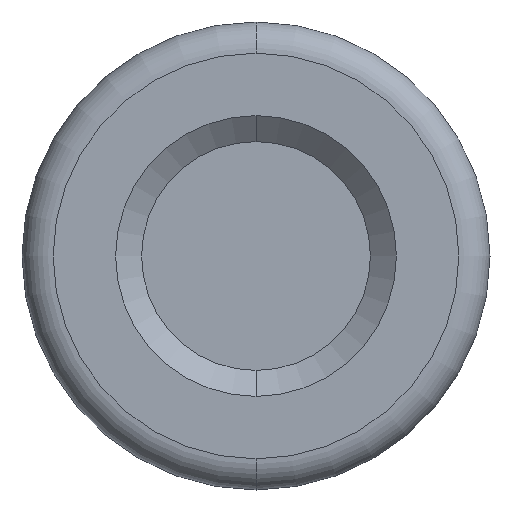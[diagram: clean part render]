
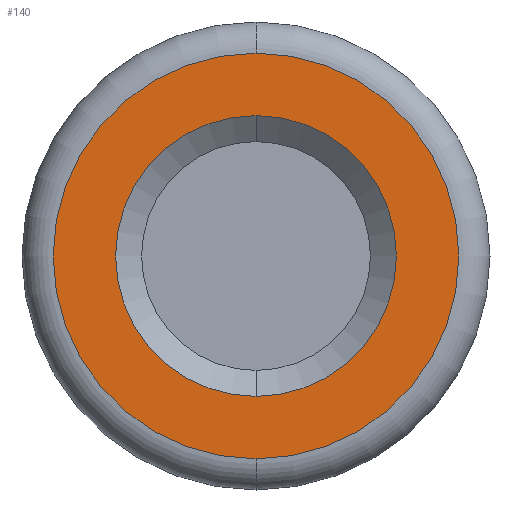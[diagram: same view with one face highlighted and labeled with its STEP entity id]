
A CAD part, front view. The second image highlights one B-rep face of the part: STEP entity #140.
In plain terms, the highlighted planar face has unit normal (0, -1, 0).
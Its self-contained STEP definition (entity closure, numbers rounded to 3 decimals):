
#78 = VERTEX_POINT ( 'NONE', #384 ) ;
#80 = EDGE_CURVE ( 'NONE', #81, #78, #383, .T. ) ;
#81 = VERTEX_POINT ( 'NONE', #378 ) ;
#139 = EDGE_CURVE ( 'NONE', #78, #81, #662, .T. ) ;
#140 = ADVANCED_FACE ( 'NONE', ( #680, #679 ), #678, .T. ) ;
#141 = ORIENTED_EDGE ( 'NONE', *, *, #80, .T. ) ;
#145 = EDGE_LOOP ( 'NONE', ( #141, #148 ) ) ;
#146 = EDGE_LOOP ( 'NONE', ( #182, #184 ) ) ;
#148 = ORIENTED_EDGE ( 'NONE', *, *, #139, .T. ) ;
#182 = ORIENTED_EDGE ( 'NONE', *, *, #183, .F. ) ;
#183 = EDGE_CURVE ( 'NONE', #250, #249, #614, .T. ) ;
#184 = ORIENTED_EDGE ( 'NONE', *, *, #229, .F. ) ;
#229 = EDGE_CURVE ( 'NONE', #249, #250, #601, .T. ) ;
#249 = VERTEX_POINT ( 'NONE', #564 ) ;
#250 = VERTEX_POINT ( 'NONE', #563 ) ;
#378 = CARTESIAN_POINT ( 'NONE',  ( 0., 0., -19.5 ) ) ;
#379 = DIRECTION ( 'NONE',  ( 0., 0., -1. ) ) ;
#380 = DIRECTION ( 'NONE',  ( 0., -1., 0. ) ) ;
#381 = CARTESIAN_POINT ( 'NONE',  ( 0., 0., 0. ) ) ;
#382 = AXIS2_PLACEMENT_3D ( 'NONE', #381, #380, #379 ) ;
#383 = CIRCLE ( 'NONE', #382, 19.5 ) ;
#384 = CARTESIAN_POINT ( 'NONE',  ( 0., 0., 19.5 ) ) ;
#553 = CARTESIAN_POINT ( 'NONE',  ( 0., 0., 0. ) ) ;
#563 = CARTESIAN_POINT ( 'NONE',  ( 0., 0., -13.5 ) ) ;
#564 = CARTESIAN_POINT ( 'NONE',  ( 0., 0., 13.5 ) ) ;
#597 = DIRECTION ( 'NONE',  ( 0., 0., -1. ) ) ;
#598 = DIRECTION ( 'NONE',  ( 0., -1., 0. ) ) ;
#599 = CARTESIAN_POINT ( 'NONE',  ( 0., 0., 0. ) ) ;
#600 = AXIS2_PLACEMENT_3D ( 'NONE', #599, #598, #597 ) ;
#601 = CIRCLE ( 'NONE', #600, 13.5 ) ;
#610 = DIRECTION ( 'NONE',  ( 0., 0., -1. ) ) ;
#611 = DIRECTION ( 'NONE',  ( 0., -1., 0. ) ) ;
#612 = CARTESIAN_POINT ( 'NONE',  ( 0., 0., 0. ) ) ;
#613 = AXIS2_PLACEMENT_3D ( 'NONE', #612, #611, #610 ) ;
#614 = CIRCLE ( 'NONE', #613, 13.5 ) ;
#659 = DIRECTION ( 'NONE',  ( 0., 0., -1. ) ) ;
#660 = DIRECTION ( 'NONE',  ( 0., -1., 0. ) ) ;
#661 = AXIS2_PLACEMENT_3D ( 'NONE', #553, #660, #659 ) ;
#662 = CIRCLE ( 'NONE', #661, 19.5 ) ;
#674 = DIRECTION ( 'NONE',  ( 0., 0., -1. ) ) ;
#675 = DIRECTION ( 'NONE',  ( 0., -1., 0. ) ) ;
#676 = CARTESIAN_POINT ( 'NONE',  ( 19.5, 0., 0. ) ) ;
#677 = AXIS2_PLACEMENT_3D ( 'NONE', #676, #675, #674 ) ;
#678 = PLANE ( 'NONE',  #677 ) ;
#679 = FACE_BOUND ( 'NONE', #146, .T. ) ;
#680 = FACE_OUTER_BOUND ( 'NONE', #145, .T. ) ;
